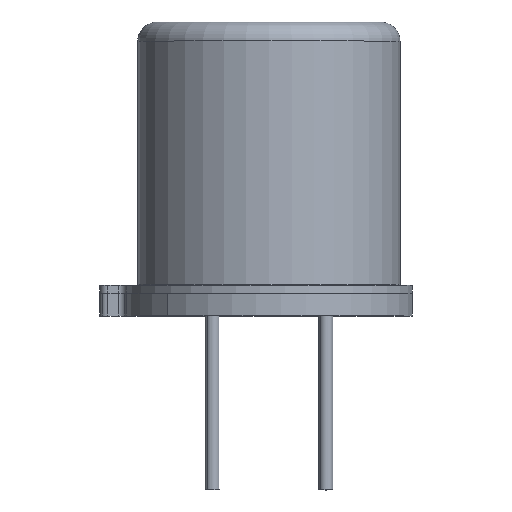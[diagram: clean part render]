
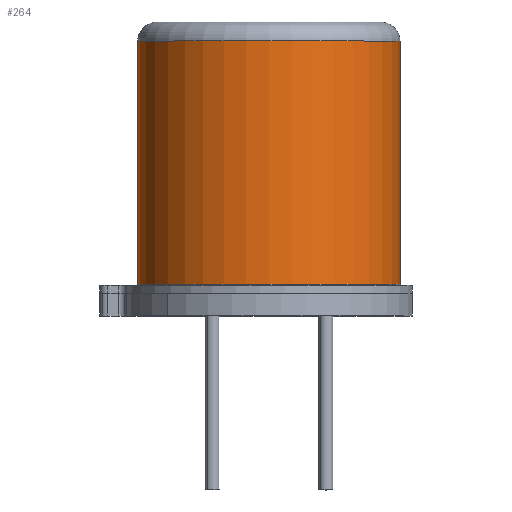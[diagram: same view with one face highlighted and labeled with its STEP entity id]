
A CAD part, top view. The second image highlights one B-rep face of the part: STEP entity #264.
In plain terms, the highlighted cylindrical face has radius 4.15 mm (diameter 8.3 mm), a partial arc.
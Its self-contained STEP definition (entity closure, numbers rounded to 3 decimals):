
#188 = DIRECTION ( 'NONE',  ( 0., 1., 0. ) ) ;
#192 = CARTESIAN_POINT ( 'NONE',  ( -4.15, 0., 0. ) ) ;
#264 = ADVANCED_FACE ( 'NONE', ( #1726 ), #1728, .T. ) ;
#357 = EDGE_CURVE ( 'NONE', #2528, #1282, #1860, .T. ) ;
#360 = EDGE_CURVE ( 'NONE', #811, #1321, #1863, .T. ) ;
#368 = EDGE_CURVE ( 'NONE', #811, #2528, #1874, .T. ) ;
#435 = EDGE_CURVE ( 'NONE', #1321, #1282, #2189, .T. ) ;
#691 = CARTESIAN_POINT ( 'NONE',  ( 0., -0.6, 0. ) ) ;
#692 = DIRECTION ( 'NONE',  ( 0., 1., 0. ) ) ;
#693 = DIRECTION ( 'NONE',  ( -1., 0., 0. ) ) ;
#698 = CARTESIAN_POINT ( 'NONE',  ( 0., -8.3, 0. ) ) ;
#699 = DIRECTION ( 'NONE',  ( 0., 1., 0. ) ) ;
#700 = DIRECTION ( 'NONE',  ( -1., 0., 0. ) ) ;
#721 = CARTESIAN_POINT ( 'NONE',  ( 4.15, 0., 0. ) ) ;
#728 = DIRECTION ( 'NONE',  ( 0., 1., 0. ) ) ;
#811 = VERTEX_POINT ( 'NONE', #2035 ) ;
#1012 = CARTESIAN_POINT ( 'NONE',  ( 4.15, -8.3, 0. ) ) ;
#1060 = CARTESIAN_POINT ( 'NONE',  ( -4.15, -0.6, 0. ) ) ;
#1282 = VERTEX_POINT ( 'NONE', #2070 ) ;
#1321 = VERTEX_POINT ( 'NONE', #1012 ) ;
#1590 = EDGE_LOOP ( 'NONE', ( #1950, #1938, #1936, #1934 ) ) ;
#1604 = DIRECTION ( 'NONE',  ( -1., 0., 0. ) ) ;
#1605 = DIRECTION ( 'NONE',  ( 0., 1., 0. ) ) ;
#1608 = CARTESIAN_POINT ( 'NONE',  ( 0., 0., 0. ) ) ;
#1726 = FACE_OUTER_BOUND ( 'NONE', #1590, .T. ) ;
#1728 = CYLINDRICAL_SURFACE ( 'NONE', #2902, 4.15 ) ;
#1860 = CIRCLE ( 'NONE', #2813, 4.15 ) ;
#1863 = CIRCLE ( 'NONE', #2811, 4.15 ) ;
#1874 = LINE ( 'NONE', #192, #1878 ) ;
#1878 = VECTOR ( 'NONE', #188, 1000. ) ;
#1934 = ORIENTED_EDGE ( 'NONE', *, *, #368, .F. ) ;
#1936 = ORIENTED_EDGE ( 'NONE', *, *, #357, .F. ) ;
#1938 = ORIENTED_EDGE ( 'NONE', *, *, #435, .T. ) ;
#1950 = ORIENTED_EDGE ( 'NONE', *, *, #360, .T. ) ;
#2035 = CARTESIAN_POINT ( 'NONE',  ( -4.15, -8.3, 0. ) ) ;
#2070 = CARTESIAN_POINT ( 'NONE',  ( 4.15, -0.6, 0. ) ) ;
#2189 = LINE ( 'NONE', #721, #2193 ) ;
#2193 = VECTOR ( 'NONE', #728, 1000. ) ;
#2528 = VERTEX_POINT ( 'NONE', #1060 ) ;
#2811 = AXIS2_PLACEMENT_3D ( 'NONE', #698, #699, #700 ) ;
#2813 = AXIS2_PLACEMENT_3D ( 'NONE', #691, #692, #693 ) ;
#2902 = AXIS2_PLACEMENT_3D ( 'NONE', #1608, #1605, #1604 ) ;
